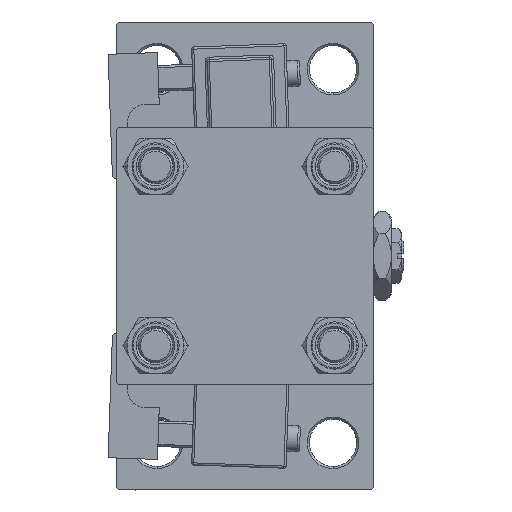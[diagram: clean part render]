
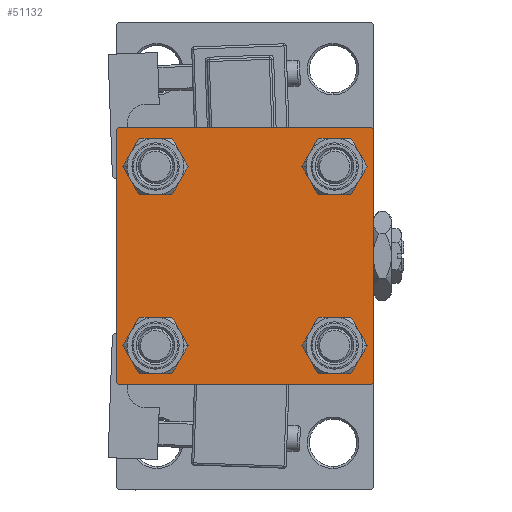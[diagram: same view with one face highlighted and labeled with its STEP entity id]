
A CAD part, left-side view. The second image highlights one B-rep face of the part: STEP entity #51132.
In plain terms, the highlighted planar face has unit normal (-1, 0, 0).
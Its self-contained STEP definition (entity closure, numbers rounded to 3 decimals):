
#990 = AXIS2_PLACEMENT_3D ( 'NONE', #2426, #35521, #14503 ) ;
#1095 = ORIENTED_EDGE ( 'NONE', *, *, #20535, .T. ) ;
#1414 = VECTOR ( 'NONE', #13008, 1000. ) ;
#1867 = CARTESIAN_POINT ( 'NONE',  ( 0., -30., 29.5 ) ) ;
#1887 = CARTESIAN_POINT ( 'NONE',  ( 0., -30., 30. ) ) ;
#1970 = CARTESIAN_POINT ( 'NONE',  ( 0., 30., -29.5 ) ) ;
#2090 = DIRECTION ( 'NONE',  ( 0., 0., 1. ) ) ;
#2426 = CARTESIAN_POINT ( 'NONE',  ( 0., 20.85, -20.85 ) ) ;
#2638 = LINE ( 'NONE', #27839, #26615 ) ;
#2657 = ORIENTED_EDGE ( 'NONE', *, *, #49715, .F. ) ;
#2690 = CARTESIAN_POINT ( 'NONE',  ( 0., 30., -30. ) ) ;
#3029 = CARTESIAN_POINT ( 'NONE',  ( 0., 29.5, 30. ) ) ;
#3311 = EDGE_CURVE ( 'NONE', #38989, #26464, #46859, .T. ) ;
#4617 = DIRECTION ( 'NONE',  ( 0., 0., 1. ) ) ;
#5751 = CARTESIAN_POINT ( 'NONE',  ( 0., -20.85, -20.85 ) ) ;
#5998 = EDGE_LOOP ( 'NONE', ( #7230, #12870 ) ) ;
#6013 = ORIENTED_EDGE ( 'NONE', *, *, #12350, .T. ) ;
#6434 = AXIS2_PLACEMENT_3D ( 'NONE', #16775, #16519, #20721 ) ;
#6503 = AXIS2_PLACEMENT_3D ( 'NONE', #47799, #27820, #27299 ) ;
#6540 = CARTESIAN_POINT ( 'NONE',  ( 0., 0., 0. ) ) ;
#6839 = VECTOR ( 'NONE', #15156, 1000. ) ;
#7230 = ORIENTED_EDGE ( 'NONE', *, *, #10084, .T. ) ;
#7254 = CARTESIAN_POINT ( 'NONE',  ( 0., 20.85, -16.35 ) ) ;
#7694 = EDGE_CURVE ( 'NONE', #45362, #47354, #20642, .T. ) ;
#7849 = CARTESIAN_POINT ( 'NONE',  ( 0., -20.85, 25.35 ) ) ;
#9434 = DIRECTION ( 'NONE',  ( 0., 0., 1. ) ) ;
#9613 = CARTESIAN_POINT ( 'NONE',  ( 0., 20.85, 20.85 ) ) ;
#10084 = EDGE_CURVE ( 'NONE', #21903, #21818, #19895, .T. ) ;
#10136 = VECTOR ( 'NONE', #10838, 1000. ) ;
#10225 = FACE_BOUND ( 'NONE', #39049, .T. ) ;
#10510 = EDGE_CURVE ( 'NONE', #31921, #37364, #36427, .T. ) ;
#10664 = DIRECTION ( 'NONE',  ( 0., 0.707, 0.707 ) ) ;
#10838 = DIRECTION ( 'NONE',  ( 0., 0.707, -0.707 ) ) ;
#10842 = EDGE_CURVE ( 'NONE', #22561, #48476, #18235, .T. ) ;
#11557 = CARTESIAN_POINT ( 'NONE',  ( 0., -20.85, -20.85 ) ) ;
#11813 = DIRECTION ( 'NONE',  ( 0., 0., 1. ) ) ;
#11858 = AXIS2_PLACEMENT_3D ( 'NONE', #9613, #37488, #25124 ) ;
#12350 = EDGE_CURVE ( 'NONE', #48461, #46474, #23288, .T. ) ;
#12695 = DIRECTION ( 'NONE',  ( 0., 0., 1. ) ) ;
#12870 = ORIENTED_EDGE ( 'NONE', *, *, #41999, .T. ) ;
#13008 = DIRECTION ( 'NONE',  ( 0., -0.707, -0.707 ) ) ;
#13225 = VERTEX_POINT ( 'NONE', #24785 ) ;
#13514 = EDGE_LOOP ( 'NONE', ( #34180, #23205, #25362, #30775, #2657, #37131, #18560, #32760 ) ) ;
#14173 = CARTESIAN_POINT ( 'NONE',  ( 0., -20.85, 16.35 ) ) ;
#14391 = EDGE_LOOP ( 'NONE', ( #47875, #6013 ) ) ;
#14503 = DIRECTION ( 'NONE',  ( 0., 0., 1. ) ) ;
#14585 = EDGE_CURVE ( 'NONE', #38989, #13225, #2638, .T. ) ;
#14952 = FACE_OUTER_BOUND ( 'NONE', #13514, .T. ) ;
#15140 = CARTESIAN_POINT ( 'NONE',  ( 0., -30., -29.5 ) ) ;
#15156 = DIRECTION ( 'NONE',  ( 0., 0., -1. ) ) ;
#15413 = VERTEX_POINT ( 'NONE', #15140 ) ;
#15690 = ORIENTED_EDGE ( 'NONE', *, *, #7694, .T. ) ;
#15943 = DIRECTION ( 'NONE',  ( 1., 0., 0. ) ) ;
#16519 = DIRECTION ( 'NONE',  ( 1., 0., 0. ) ) ;
#16653 = CARTESIAN_POINT ( 'NONE',  ( 0., 20.85, -20.85 ) ) ;
#16775 = CARTESIAN_POINT ( 'NONE',  ( 0., -20.85, 20.85 ) ) ;
#17854 = DIRECTION ( 'NONE',  ( 1., 0., 0. ) ) ;
#18235 = CIRCLE ( 'NONE', #27453, 4.5 ) ;
#18560 = ORIENTED_EDGE ( 'NONE', *, *, #14585, .F. ) ;
#18917 = PLANE ( 'NONE',  #50173 ) ;
#18965 = AXIS2_PLACEMENT_3D ( 'NONE', #23828, #15943, #4617 ) ;
#19363 = VECTOR ( 'NONE', #42888, 1000. ) ;
#19895 = CIRCLE ( 'NONE', #6434, 4.5 ) ;
#20007 = EDGE_CURVE ( 'NONE', #26477, #13225, #23992, .T. ) ;
#20535 = EDGE_CURVE ( 'NONE', #47354, #45362, #45305, .T. ) ;
#20642 = CIRCLE ( 'NONE', #35752, 4.5 ) ;
#20721 = DIRECTION ( 'NONE',  ( 0., 0., 1. ) ) ;
#21342 = VECTOR ( 'NONE', #30217, 1000. ) ;
#21818 = VERTEX_POINT ( 'NONE', #14173 ) ;
#21844 = ORIENTED_EDGE ( 'NONE', *, *, #24563, .T. ) ;
#21903 = VERTEX_POINT ( 'NONE', #7849 ) ;
#22481 = EDGE_CURVE ( 'NONE', #37364, #37792, #34486, .T. ) ;
#22561 = VERTEX_POINT ( 'NONE', #43413 ) ;
#23054 = EDGE_LOOP ( 'NONE', ( #15690, #1095 ) ) ;
#23205 = ORIENTED_EDGE ( 'NONE', *, *, #10510, .T. ) ;
#23288 = CIRCLE ( 'NONE', #6503, 4.5 ) ;
#23647 = DIRECTION ( 'NONE',  ( 0., -1., 0. ) ) ;
#23828 = CARTESIAN_POINT ( 'NONE',  ( 0., -20.85, 20.85 ) ) ;
#23990 = EDGE_CURVE ( 'NONE', #26464, #31921, #35131, .T. ) ;
#23992 = LINE ( 'NONE', #43968, #33546 ) ;
#24468 = CARTESIAN_POINT ( 'NONE',  ( 0., -20.85, -16.35 ) ) ;
#24563 = EDGE_CURVE ( 'NONE', #48476, #22561, #43811, .T. ) ;
#24785 = CARTESIAN_POINT ( 'NONE',  ( 0., -29.5, 30. ) ) ;
#25124 = DIRECTION ( 'NONE',  ( 0., 0., 1. ) ) ;
#25362 = ORIENTED_EDGE ( 'NONE', *, *, #22481, .T. ) ;
#26464 = VERTEX_POINT ( 'NONE', #42070 ) ;
#26477 = VERTEX_POINT ( 'NONE', #1867 ) ;
#26615 = VECTOR ( 'NONE', #23647, 1000. ) ;
#27250 = EDGE_CURVE ( 'NONE', #46474, #48461, #50461, .T. ) ;
#27299 = DIRECTION ( 'NONE',  ( 0., 0., 1. ) ) ;
#27304 = CIRCLE ( 'NONE', #18965, 4.5 ) ;
#27453 = AXIS2_PLACEMENT_3D ( 'NONE', #16653, #29239, #12695 ) ;
#27820 = DIRECTION ( 'NONE',  ( 1., 0., 0. ) ) ;
#27839 = CARTESIAN_POINT ( 'NONE',  ( 0., 30., 30. ) ) ;
#28100 = DIRECTION ( 'NONE',  ( 1., 0., 0. ) ) ;
#29218 = DIRECTION ( 'NONE',  ( 0., 0., -1. ) ) ;
#29239 = DIRECTION ( 'NONE',  ( 1., 0., 0. ) ) ;
#29342 = AXIS2_PLACEMENT_3D ( 'NONE', #5751, #17854, #9434 ) ;
#30217 = DIRECTION ( 'NONE',  ( 0., -0.707, 0.707 ) ) ;
#30431 = CARTESIAN_POINT ( 'NONE',  ( 0., 29.5, -30. ) ) ;
#30775 = ORIENTED_EDGE ( 'NONE', *, *, #38651, .T. ) ;
#31921 = VERTEX_POINT ( 'NONE', #1970 ) ;
#32760 = ORIENTED_EDGE ( 'NONE', *, *, #3311, .T. ) ;
#33546 = VECTOR ( 'NONE', #10664, 1000. ) ;
#34180 = ORIENTED_EDGE ( 'NONE', *, *, #23990, .T. ) ;
#34486 = LINE ( 'NONE', #2690, #19363 ) ;
#34509 = CARTESIAN_POINT ( 'NONE',  ( 0., 29.75, 29.75 ) ) ;
#34928 = DIRECTION ( 'NONE',  ( -1., 0., 0. ) ) ;
#35131 = LINE ( 'NONE', #43024, #6839 ) ;
#35521 = DIRECTION ( 'NONE',  ( 1., 0., 0. ) ) ;
#35752 = AXIS2_PLACEMENT_3D ( 'NONE', #11557, #28100, #11813 ) ;
#36427 = LINE ( 'NONE', #49006, #1414 ) ;
#37131 = ORIENTED_EDGE ( 'NONE', *, *, #20007, .T. ) ;
#37364 = VERTEX_POINT ( 'NONE', #30431 ) ;
#37488 = DIRECTION ( 'NONE',  ( 1., 0., 0. ) ) ;
#37792 = VERTEX_POINT ( 'NONE', #51828 ) ;
#37851 = ORIENTED_EDGE ( 'NONE', *, *, #10842, .T. ) ;
#37901 = LINE ( 'NONE', #1887, #49301 ) ;
#38119 = LINE ( 'NONE', #41530, #21342 ) ;
#38651 = EDGE_CURVE ( 'NONE', #37792, #15413, #38119, .T. ) ;
#38826 = CARTESIAN_POINT ( 'NONE',  ( 0., 20.85, 16.35 ) ) ;
#38890 = FACE_BOUND ( 'NONE', #14391, .T. ) ;
#38989 = VERTEX_POINT ( 'NONE', #3029 ) ;
#39049 = EDGE_LOOP ( 'NONE', ( #21844, #37851 ) ) ;
#39147 = FACE_BOUND ( 'NONE', #23054, .T. ) ;
#41530 = CARTESIAN_POINT ( 'NONE',  ( 0., -29.75, -29.75 ) ) ;
#41999 = EDGE_CURVE ( 'NONE', #21818, #21903, #27304, .T. ) ;
#42070 = CARTESIAN_POINT ( 'NONE',  ( 0., 30., 29.5 ) ) ;
#42814 = FACE_BOUND ( 'NONE', #5998, .T. ) ;
#42888 = DIRECTION ( 'NONE',  ( 0., -1., 0. ) ) ;
#43024 = CARTESIAN_POINT ( 'NONE',  ( 0., 30., 30. ) ) ;
#43049 = CARTESIAN_POINT ( 'NONE',  ( 0., 20.85, 25.35 ) ) ;
#43413 = CARTESIAN_POINT ( 'NONE',  ( 0., 20.85, -25.35 ) ) ;
#43811 = CIRCLE ( 'NONE', #990, 4.5 ) ;
#43968 = CARTESIAN_POINT ( 'NONE',  ( 0., -29.75, 29.75 ) ) ;
#45305 = CIRCLE ( 'NONE', #29342, 4.5 ) ;
#45362 = VERTEX_POINT ( 'NONE', #24468 ) ;
#46474 = VERTEX_POINT ( 'NONE', #43049 ) ;
#46859 = LINE ( 'NONE', #34509, #10136 ) ;
#47354 = VERTEX_POINT ( 'NONE', #49366 ) ;
#47799 = CARTESIAN_POINT ( 'NONE',  ( 0., 20.85, 20.85 ) ) ;
#47875 = ORIENTED_EDGE ( 'NONE', *, *, #27250, .T. ) ;
#48461 = VERTEX_POINT ( 'NONE', #38826 ) ;
#48476 = VERTEX_POINT ( 'NONE', #7254 ) ;
#49006 = CARTESIAN_POINT ( 'NONE',  ( 0., 29.75, -29.75 ) ) ;
#49301 = VECTOR ( 'NONE', #29218, 1000. ) ;
#49366 = CARTESIAN_POINT ( 'NONE',  ( 0., -20.85, -25.35 ) ) ;
#49715 = EDGE_CURVE ( 'NONE', #26477, #15413, #37901, .T. ) ;
#50173 = AXIS2_PLACEMENT_3D ( 'NONE', #6540, #34928, #2090 ) ;
#50461 = CIRCLE ( 'NONE', #11858, 4.5 ) ;
#51132 = ADVANCED_FACE ( 'NONE', ( #42814, #39147, #10225, #38890, #14952 ), #18917, .T. ) ;
#51828 = CARTESIAN_POINT ( 'NONE',  ( 0., -29.5, -30. ) ) ;
